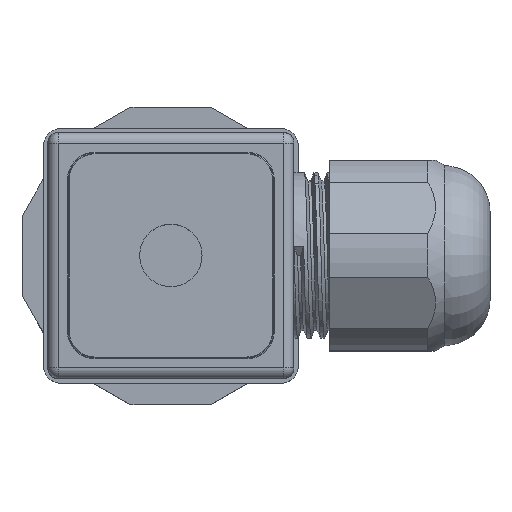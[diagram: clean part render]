
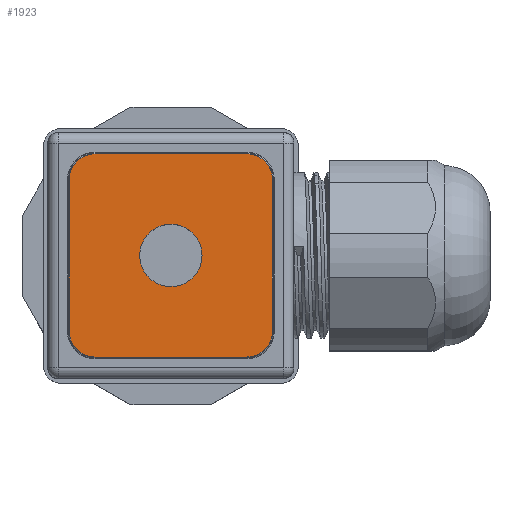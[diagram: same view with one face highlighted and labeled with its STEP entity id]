
A CAD part, top view. The second image highlights one B-rep face of the part: STEP entity #1923.
In plain terms, the highlighted planar face has unit normal (0, 0, 1).
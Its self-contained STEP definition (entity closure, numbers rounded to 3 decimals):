
#1923=ADVANCED_FACE('',(#5519,#5521),#5523,.T.);
#5519=FACE_BOUND('',#5520,.T.);
#5520=EDGE_LOOP('',(#11170,#11171,#11172,#11173,#11174,#11175,#11176,#11177));
#5521=FACE_BOUND('',#5522,.T.);
#5522=EDGE_LOOP('',(#11178));
#5523=PLANE('',#5524);
#5524=AXIS2_PLACEMENT_3D('',#5525,#5526,#5527);
#5525=CARTESIAN_POINT('',(0.,0.,31.));
#5526=DIRECTION('',(0.,0.,1.));
#5527=DIRECTION('',(1.,0.,0.));
#11170=ORIENTED_EDGE('',*,*,#12475,.T.);
#11171=ORIENTED_EDGE('',*,*,#12476,.F.);
#11172=ORIENTED_EDGE('',*,*,#12477,.T.);
#11173=ORIENTED_EDGE('',*,*,#12478,.F.);
#11174=ORIENTED_EDGE('',*,*,#12479,.T.);
#11175=ORIENTED_EDGE('',*,*,#12480,.F.);
#11176=ORIENTED_EDGE('',*,*,#12481,.T.);
#11177=ORIENTED_EDGE('',*,*,#12482,.F.);
#11178=ORIENTED_EDGE('',*,*,#12483,.T.);
#12475=EDGE_CURVE('',#13445,#13446,#13447,.T.);
#12476=EDGE_CURVE('',#13448,#13446,#13449,.F.);
#12477=EDGE_CURVE('',#13448,#13450,#13451,.T.);
#12478=EDGE_CURVE('',#13452,#13450,#13453,.F.);
#12479=EDGE_CURVE('',#13452,#13454,#13455,.T.);
#12480=EDGE_CURVE('',#13456,#13454,#13457,.F.);
#12481=EDGE_CURVE('',#13456,#13458,#13459,.T.);
#12482=EDGE_CURVE('',#13445,#13458,#13460,.F.);
#12483=EDGE_CURVE('',#13461,#13461,#13462,.F.);
#13445=VERTEX_POINT('',#15422);
#13446=VERTEX_POINT('',#15423);
#13447=LINE('',#15424,#15425);
#13448=VERTEX_POINT('',#15427);
#13449=CIRCLE('',#15428,2.9);
#13450=VERTEX_POINT('',#15432);
#13451=LINE('',#15433,#15434);
#13452=VERTEX_POINT('',#15436);
#13453=CIRCLE('',#15437,2.9);
#13454=VERTEX_POINT('',#15441);
#13455=LINE('',#15442,#15443);
#13456=VERTEX_POINT('',#15445);
#13457=CIRCLE('',#15446,2.9);
#13458=VERTEX_POINT('',#15450);
#13459=LINE('',#15451,#15452);
#13460=CIRCLE('',#15454,2.9);
#13461=VERTEX_POINT('',#15458);
#13462=CIRCLE('',#15459,3.5);
#15422=CARTESIAN_POINT('',(-8.5,-11.4,31.));
#15423=CARTESIAN_POINT('',(8.5,-11.4,31.));
#15424=CARTESIAN_POINT('',(-8.5,-11.4,31.));
#15425=VECTOR('',#15426,1.);
#15426=DIRECTION('',(1.,0.,0.));
#15427=CARTESIAN_POINT('',(11.4,-8.5,31.));
#15428=AXIS2_PLACEMENT_3D('',#15429,#15430,#15431);
#15429=CARTESIAN_POINT('',(8.5,-8.5,31.));
#15430=DIRECTION('',(-0.,0.,1.));
#15431=DIRECTION('',(0.,-1.,0.));
#15432=CARTESIAN_POINT('',(11.4,8.5,31.));
#15433=CARTESIAN_POINT('',(11.4,-8.5,31.));
#15434=VECTOR('',#15435,1.);
#15435=DIRECTION('',(0.,1.,0.));
#15436=CARTESIAN_POINT('',(8.5,11.4,31.));
#15437=AXIS2_PLACEMENT_3D('',#15438,#15439,#15440);
#15438=CARTESIAN_POINT('',(8.5,8.5,31.));
#15439=DIRECTION('',(0.,0.,1.));
#15440=DIRECTION('',(1.,0.,0.));
#15441=CARTESIAN_POINT('',(-8.5,11.4,31.));
#15442=CARTESIAN_POINT('',(8.5,11.4,31.));
#15443=VECTOR('',#15444,1.);
#15444=DIRECTION('',(-1.,0.,0.));
#15445=CARTESIAN_POINT('',(-11.4,8.5,31.));
#15446=AXIS2_PLACEMENT_3D('',#15447,#15448,#15449);
#15447=CARTESIAN_POINT('',(-8.5,8.5,31.));
#15448=DIRECTION('',(0.,0.,1.));
#15449=DIRECTION('',(0.,1.,0.));
#15450=CARTESIAN_POINT('',(-11.4,-8.5,31.));
#15451=CARTESIAN_POINT('',(-11.4,8.5,31.));
#15452=VECTOR('',#15453,1.);
#15453=DIRECTION('',(0.,-1.,0.));
#15454=AXIS2_PLACEMENT_3D('',#15455,#15456,#15457);
#15455=CARTESIAN_POINT('',(-8.5,-8.5,31.));
#15456=DIRECTION('',(0.,0.,1.));
#15457=DIRECTION('',(-1.,0.,0.));
#15458=CARTESIAN_POINT('',(3.5,0.,31.));
#15459=AXIS2_PLACEMENT_3D('',#15460,#15461,#15462);
#15460=CARTESIAN_POINT('',(0.,0.,31.));
#15461=DIRECTION('',(0.,0.,1.));
#15462=DIRECTION('',(1.,0.,0.));
